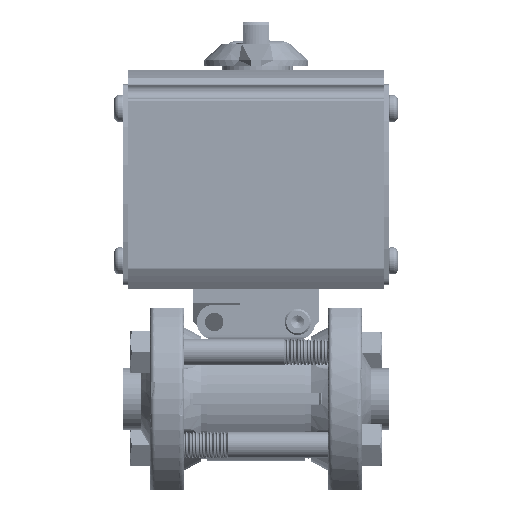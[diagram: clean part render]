
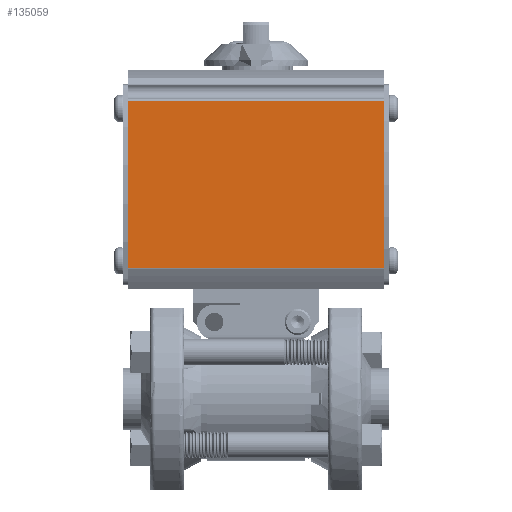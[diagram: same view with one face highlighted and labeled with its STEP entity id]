
A CAD part, top view. The second image highlights one B-rep face of the part: STEP entity #135059.
In plain terms, the highlighted planar face has unit normal (0, 0, 1).
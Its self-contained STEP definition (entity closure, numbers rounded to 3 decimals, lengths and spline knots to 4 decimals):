
#11839 = PLANE ( 'NONE',  #135997 ) ;
#11986 = VERTEX_POINT ( 'NONE', #192983 ) ;
#14560 = CARTESIAN_POINT ( 'NONE',  ( -5.0403, 3.5621, 1.17 ) ) ;
#15665 = VECTOR ( 'NONE', #193297, 39.3701 ) ;
#18129 = VECTOR ( 'NONE', #104292, 39.3701 ) ;
#20587 = VERTEX_POINT ( 'NONE', #169842 ) ;
#26877 = DIRECTION ( 'NONE',  ( 0., -1., 0. ) ) ;
#42671 = VERTEX_POINT ( 'NONE', #63271 ) ;
#55489 = LINE ( 'NONE', #88462, #15665 ) ;
#56353 = CARTESIAN_POINT ( 'NONE',  ( -5.0403, 3.5694, 1.17 ) ) ;
#57199 = EDGE_CURVE ( 'NONE', #20587, #42671, #123681, .T. ) ;
#58608 = DIRECTION ( 'NONE',  ( 0., -1., 0. ) ) ;
#60604 = ORIENTED_EDGE ( 'NONE', *, *, #57199, .F. ) ;
#63271 = CARTESIAN_POINT ( 'NONE',  ( 1.5275, 1.5679, 1.17 ) ) ;
#74065 = EDGE_CURVE ( 'NONE', #135367, #11986, #55489, .T. ) ;
#77949 = EDGE_LOOP ( 'NONE', ( #60604, #137978, #128981, #189125 ) ) ;
#88462 = CARTESIAN_POINT ( 'NONE',  ( -1.5275, 3.5694, 1.17 ) ) ;
#89292 = CARTESIAN_POINT ( 'NONE',  ( -5.0403, 1.5679, 1.17 ) ) ;
#103745 = FACE_OUTER_BOUND ( 'NONE', #77949, .T. ) ;
#104292 = DIRECTION ( 'NONE',  ( -1., 0., 0. ) ) ;
#104469 = CARTESIAN_POINT ( 'NONE',  ( 1.5275, 3.5694, 1.17 ) ) ;
#111128 = EDGE_CURVE ( 'NONE', #20587, #11986, #177507, .T. ) ;
#116586 = DIRECTION ( 'NONE',  ( 0., 0., -1. ) ) ;
#122412 = CARTESIAN_POINT ( 'NONE',  ( -1.5275, 1.5679, 1.17 ) ) ;
#123681 = LINE ( 'NONE', #104469, #163564 ) ;
#125853 = LINE ( 'NONE', #89292, #165775 ) ;
#128981 = ORIENTED_EDGE ( 'NONE', *, *, #74065, .F. ) ;
#135059 = ADVANCED_FACE ( 'NONE', ( #103745 ), #11839, .F. ) ;
#135367 = VERTEX_POINT ( 'NONE', #122412 ) ;
#135997 = AXIS2_PLACEMENT_3D ( 'NONE', #56353, #116586, #26877 ) ;
#137978 = ORIENTED_EDGE ( 'NONE', *, *, #111128, .T. ) ;
#163564 = VECTOR ( 'NONE', #58608, 39.3701 ) ;
#165775 = VECTOR ( 'NONE', #179129, 39.3701 ) ;
#169842 = CARTESIAN_POINT ( 'NONE',  ( 1.5275, 3.5621, 1.17 ) ) ;
#177507 = LINE ( 'NONE', #14560, #18129 ) ;
#179129 = DIRECTION ( 'NONE',  ( 1., 0., 0. ) ) ;
#183634 = EDGE_CURVE ( 'NONE', #135367, #42671, #125853, .T. ) ;
#189125 = ORIENTED_EDGE ( 'NONE', *, *, #183634, .T. ) ;
#192983 = CARTESIAN_POINT ( 'NONE',  ( -1.5275, 3.5621, 1.17 ) ) ;
#193297 = DIRECTION ( 'NONE',  ( 0., 1., 0. ) ) ;
